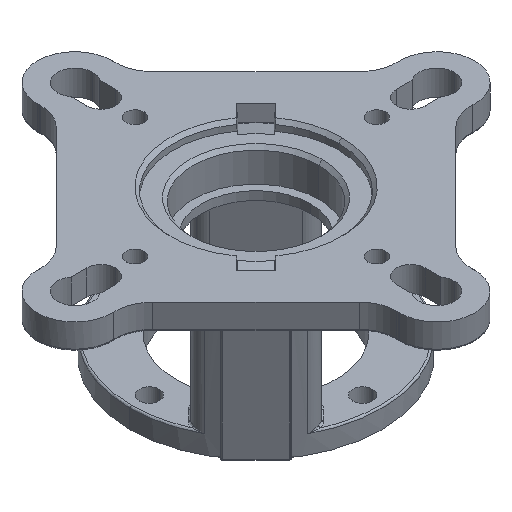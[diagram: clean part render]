
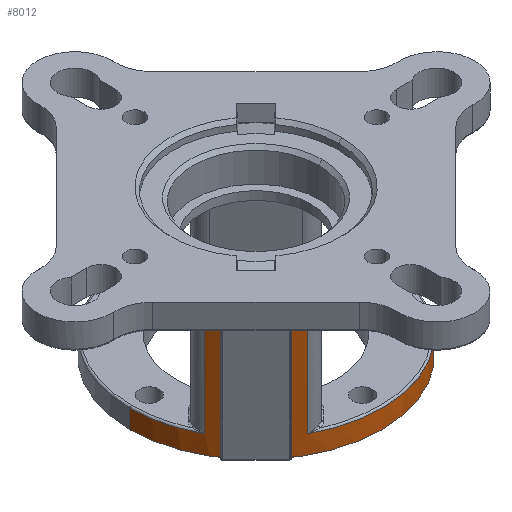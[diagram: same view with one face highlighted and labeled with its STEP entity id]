
A CAD part, isometric view. The second image highlights one B-rep face of the part: STEP entity #8012.
In plain terms, the highlighted cylindrical face has radius 75 mm (diameter 150 mm), a partial arc.
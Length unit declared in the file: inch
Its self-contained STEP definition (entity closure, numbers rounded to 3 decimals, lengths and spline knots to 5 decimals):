
#66 = EDGE_CURVE ( 'NONE', #5823, #3862, #8180, .T. ) ;
#221 = EDGE_CURVE ( 'NONE', #11004, #895, #3652, .T. ) ;
#283 = CARTESIAN_POINT ( 'NONE',  ( -1.63244, -2.46047, -3.38612 ) ) ;
#314 = DIRECTION ( 'NONE',  ( 1., 0., 0. ) ) ;
#407 = CIRCLE ( 'NONE', #12800, 2.95276 ) ;
#428 = CARTESIAN_POINT ( 'NONE',  ( 0., 0., -0.62992 ) ) ;
#521 = VERTEX_POINT ( 'NONE', #5797 ) ;
#620 = DIRECTION ( 'NONE',  ( 0., 0., -1. ) ) ;
#671 = CARTESIAN_POINT ( 'NONE',  ( -2.4522, -1.64485, -3.40061 ) ) ;
#683 = ORIENTED_EDGE ( 'NONE', *, *, #221, .T. ) ;
#739 = DIRECTION ( 'NONE',  ( -1., 0., 0. ) ) ;
#807 = DIRECTION ( 'NONE',  ( 0., 0., -1. ) ) ;
#811 = CARTESIAN_POINT ( 'NONE',  ( 2.95276, 0., -3.01181 ) ) ;
#830 = AXIS2_PLACEMENT_3D ( 'NONE', #12367, #5964, #13417 ) ;
#845 = ORIENTED_EDGE ( 'NONE', *, *, #3952, .T. ) ;
#895 = VERTEX_POINT ( 'NONE', #1440 ) ;
#1383 = CARTESIAN_POINT ( 'NONE',  ( -1.64114, -2.45468, -3.39771 ) ) ;
#1440 = CARTESIAN_POINT ( 'NONE',  ( -2.6052, -1.38985, -3.01181 ) ) ;
#1532 = DIRECTION ( 'NONE',  ( -1., 0., 0. ) ) ;
#1617 = CARTESIAN_POINT ( 'NONE',  ( -1.38985, -2.6052, -3.01181 ) ) ;
#1773 = CARTESIAN_POINT ( 'NONE',  ( -2.46086, -1.63187, -3.38689 ) ) ;
#1816 = EDGE_CURVE ( 'NONE', #11383, #10446, #407, .T. ) ;
#1941 = CIRCLE ( 'NONE', #7118, 2.95276 ) ;
#2015 = VECTOR ( 'NONE', #620, 39.37008 ) ;
#2043 = ORIENTED_EDGE ( 'NONE', *, *, #12976, .T. ) ;
#2167 = EDGE_CURVE ( 'NONE', #6104, #11383, #3118, .T. ) ;
#2287 = CARTESIAN_POINT ( 'NONE',  ( -2.95276, 0., 0. ) ) ;
#2446 = CARTESIAN_POINT ( 'NONE',  ( -1.38985, -2.6052, 0. ) ) ;
#2473 = CARTESIAN_POINT ( 'NONE',  ( -1.65281, -2.44683, -3.40449 ) ) ;
#2488 = EDGE_CURVE ( 'NONE', #5823, #10929, #9306, .T. ) ;
#2627 = EDGE_CURVE ( 'NONE', #6025, #10156, #11932, .T. ) ;
#2769 = CARTESIAN_POINT ( 'NONE',  ( 0., 0., 0. ) ) ;
#2810 = CARTESIAN_POINT ( 'NONE',  ( -2.44096, -1.66147, -3.40551 ) ) ;
#2851 = CARTESIAN_POINT ( 'NONE',  ( -2.46331, -1.62815, -3.36614 ) ) ;
#3118 = LINE ( 'NONE', #2446, #8802 ) ;
#3194 = VERTEX_POINT ( 'NONE', #7467 ) ;
#3262 = EDGE_CURVE ( 'NONE', #895, #10929, #8617, .T. ) ;
#3358 = AXIS2_PLACEMENT_3D ( 'NONE', #13133, #6740, #314 ) ;
#3552 = CARTESIAN_POINT ( 'NONE',  ( -1.66147, -2.44096, -3.40551 ) ) ;
#3631 = DIRECTION ( 'NONE',  ( 0., 0., 1. ) ) ;
#3652 = LINE ( 'NONE', #7218, #11831 ) ;
#3808 = ORIENTED_EDGE ( 'NONE', *, *, #2167, .T. ) ;
#3862 = VERTEX_POINT ( 'NONE', #4271 ) ;
#3936 = DIRECTION ( 'NONE',  ( 0., 0., -1. ) ) ;
#3952 = EDGE_CURVE ( 'NONE', #521, #6070, #11440, .T. ) ;
#4126 = DIRECTION ( 'NONE',  ( 1., 0., 0. ) ) ;
#4209 = DIRECTION ( 'NONE',  ( 0., 0., 1. ) ) ;
#4222 = CARTESIAN_POINT ( 'NONE',  ( 0., 0., -3.44488 ) ) ;
#4231 = ORIENTED_EDGE ( 'NONE', *, *, #3262, .T. ) ;
#4271 = CARTESIAN_POINT ( 'NONE',  ( 2.95276, 0., -3.44488 ) ) ;
#4391 = ORIENTED_EDGE ( 'NONE', *, *, #11722, .T. ) ;
#4499 = DIRECTION ( 'NONE',  ( 0., 0., 1. ) ) ;
#4577 = CARTESIAN_POINT ( 'NONE',  ( -1.62815, -2.46331, -3.37139 ) ) ;
#4779 = VECTOR ( 'NONE', #3631, 39.37008 ) ;
#4901 = CARTESIAN_POINT ( 'NONE',  ( -1.62815, -2.46331, -0.62992 ) ) ;
#4965 = ORIENTED_EDGE ( 'NONE', *, *, #66, .T. ) ;
#5015 = B_SPLINE_CURVE_WITH_KNOTS ( 'NONE', 3,
 ( #2810, #12428, #7115, #671, #8195, #1773, #9263, #2851 ),
 .UNSPECIFIED., .F., .F.,
 ( 4, 2, 2, 4 ),
 ( 0., 0.00039, 0.00079, 0.00158 ),
 .UNSPECIFIED. ) ;
#5410 = VECTOR ( 'NONE', #13321, 39.37008 ) ;
#5486 = VERTEX_POINT ( 'NONE', #811 ) ;
#5784 = CARTESIAN_POINT ( 'NONE',  ( -1.62815, -2.46331, -3.36614 ) ) ;
#5797 = CARTESIAN_POINT ( 'NONE',  ( -2.46331, -1.62815, -3.36614 ) ) ;
#5823 = VERTEX_POINT ( 'NONE', #10192 ) ;
#5964 = DIRECTION ( 'NONE',  ( 0., 0., -1. ) ) ;
#5974 = DIRECTION ( 'NONE',  ( 0., 0., 1. ) ) ;
#6025 = VERTEX_POINT ( 'NONE', #5784 ) ;
#6070 = VERTEX_POINT ( 'NONE', #7960 ) ;
#6104 = VERTEX_POINT ( 'NONE', #1617 ) ;
#6612 = CARTESIAN_POINT ( 'NONE',  ( -1.66147, -2.44096, -3.40551 ) ) ;
#6740 = DIRECTION ( 'NONE',  ( 0., 0., -1. ) ) ;
#6873 = EDGE_CURVE ( 'NONE', #3862, #5486, #13594, .T. ) ;
#7067 = CARTESIAN_POINT ( 'NONE',  ( -1.62815, -2.46331, -0.59055 ) ) ;
#7115 = CARTESIAN_POINT ( 'NONE',  ( -2.4468, -1.65287, -3.40451 ) ) ;
#7118 = AXIS2_PLACEMENT_3D ( 'NONE', #7260, #807, #8341 ) ;
#7180 = DIRECTION ( 'NONE',  ( 0., 0., -1. ) ) ;
#7218 = CARTESIAN_POINT ( 'NONE',  ( -2.6052, -1.38985, 0. ) ) ;
#7260 = CARTESIAN_POINT ( 'NONE',  ( 0., 0., -3.40551 ) ) ;
#7378 = EDGE_CURVE ( 'NONE', #10156, #3194, #1941, .T. ) ;
#7467 = CARTESIAN_POINT ( 'NONE',  ( -2.44096, -1.66147, -3.40551 ) ) ;
#7684 = AXIS2_PLACEMENT_3D ( 'NONE', #428, #7973, #1532 ) ;
#7827 = CARTESIAN_POINT ( 'NONE',  ( -1.63496, -2.4588, -3.39049 ) ) ;
#7960 = CARTESIAN_POINT ( 'NONE',  ( -2.46331, -1.62815, -0.62992 ) ) ;
#7973 = DIRECTION ( 'NONE',  ( 0., 0., -1. ) ) ;
#8012 = ADVANCED_FACE ( 'NONE', ( #13597 ), #10139, .T. ) ;
#8062 = LINE ( 'NONE', #7067, #2015 ) ;
#8065 = EDGE_CURVE ( 'NONE', #3194, #521, #5015, .T. ) ;
#8090 = ORIENTED_EDGE ( 'NONE', *, *, #2627, .T. ) ;
#8180 = CIRCLE ( 'NONE', #11819, 2.95276 ) ;
#8195 = CARTESIAN_POINT ( 'NONE',  ( -2.45466, -1.64116, -3.39773 ) ) ;
#8341 = DIRECTION ( 'NONE',  ( 1., 0., 0. ) ) ;
#8617 = CIRCLE ( 'NONE', #3358, 2.95276 ) ;
#8802 = VECTOR ( 'NONE', #4499, 39.37008 ) ;
#8883 = CARTESIAN_POINT ( 'NONE',  ( -1.64485, -2.45219, -3.40061 ) ) ;
#9170 = DIRECTION ( 'NONE',  ( 1., 0., 0. ) ) ;
#9263 = CARTESIAN_POINT ( 'NONE',  ( -2.46331, -1.62815, -3.37664 ) ) ;
#9306 = LINE ( 'NONE', #2287, #11470 ) ;
#9512 = ORIENTED_EDGE ( 'NONE', *, *, #10435, .T. ) ;
#9577 = ORIENTED_EDGE ( 'NONE', *, *, #6873, .T. ) ;
#9777 = CIRCLE ( 'NONE', #830, 2.95276 ) ;
#9912 = CARTESIAN_POINT ( 'NONE',  ( -1.62904, -2.46272, -3.37654 ) ) ;
#9964 = CARTESIAN_POINT ( 'NONE',  ( -1.65713, -2.44391, -3.40551 ) ) ;
#10139 = CYLINDRICAL_SURFACE ( 'NONE', #10168, 2.95276 ) ;
#10156 = VERTEX_POINT ( 'NONE', #6612 ) ;
#10168 = AXIS2_PLACEMENT_3D ( 'NONE', #2769, #5974, #9170 ) ;
#10192 = CARTESIAN_POINT ( 'NONE',  ( -2.95276, 0., -3.44488 ) ) ;
#10435 = EDGE_CURVE ( 'NONE', #5486, #6104, #9777, .T. ) ;
#10446 = VERTEX_POINT ( 'NONE', #4901 ) ;
#10867 = EDGE_LOOP ( 'NONE', ( #11354, #4965, #9577, #9512, #3808, #12724, #2043, #8090, #13702, #11578, #845, #4391, #683, #4231 ) ) ;
#10870 = DIRECTION ( 'NONE',  ( 0., 0., 1. ) ) ;
#10929 = VERTEX_POINT ( 'NONE', #13533 ) ;
#11004 = VERTEX_POINT ( 'NONE', #13835 ) ;
#11095 = CIRCLE ( 'NONE', #7684, 2.95276 ) ;
#11214 = CARTESIAN_POINT ( 'NONE',  ( -2.46331, -1.62815, -0.59055 ) ) ;
#11354 = ORIENTED_EDGE ( 'NONE', *, *, #2488, .F. ) ;
#11383 = VERTEX_POINT ( 'NONE', #11593 ) ;
#11440 = LINE ( 'NONE', #11214, #5410 ) ;
#11470 = VECTOR ( 'NONE', #10870, 39.37008 ) ;
#11578 = ORIENTED_EDGE ( 'NONE', *, *, #8065, .T. ) ;
#11593 = CARTESIAN_POINT ( 'NONE',  ( -1.38985, -2.6052, -0.62992 ) ) ;
#11722 = EDGE_CURVE ( 'NONE', #6070, #11004, #11095, .T. ) ;
#11819 = AXIS2_PLACEMENT_3D ( 'NONE', #4222, #4209, #4126 ) ;
#11831 = VECTOR ( 'NONE', #3936, 39.37008 ) ;
#11932 = B_SPLINE_CURVE_WITH_KNOTS ( 'NONE', 3,
 ( #13108, #4577, #9912, #283, #7827, #1383, #8883, #2473, #9964, #3552 ),
 .UNSPECIFIED., .F., .F.,
 ( 4, 2, 2, 2, 4 ),
 ( 0., 0.00039, 0.00079, 0.00118, 0.00158 ),
 .UNSPECIFIED. ) ;
#12168 = CARTESIAN_POINT ( 'NONE',  ( 2.95276, 0., 0. ) ) ;
#12367 = CARTESIAN_POINT ( 'NONE',  ( 0., 0., -3.01181 ) ) ;
#12428 = CARTESIAN_POINT ( 'NONE',  ( -2.44391, -1.65713, -3.40551 ) ) ;
#12724 = ORIENTED_EDGE ( 'NONE', *, *, #1816, .T. ) ;
#12800 = AXIS2_PLACEMENT_3D ( 'NONE', #13531, #7180, #739 ) ;
#12976 = EDGE_CURVE ( 'NONE', #10446, #6025, #8062, .T. ) ;
#13108 = CARTESIAN_POINT ( 'NONE',  ( -1.62815, -2.46331, -3.36614 ) ) ;
#13133 = CARTESIAN_POINT ( 'NONE',  ( 0., 0., -3.01181 ) ) ;
#13321 = DIRECTION ( 'NONE',  ( 0., 0., 1. ) ) ;
#13417 = DIRECTION ( 'NONE',  ( 1., 0., 0. ) ) ;
#13531 = CARTESIAN_POINT ( 'NONE',  ( 0., 0., -0.62992 ) ) ;
#13533 = CARTESIAN_POINT ( 'NONE',  ( -2.95276, 0., -3.01181 ) ) ;
#13594 = LINE ( 'NONE', #12168, #4779 ) ;
#13597 = FACE_OUTER_BOUND ( 'NONE', #10867, .T. ) ;
#13702 = ORIENTED_EDGE ( 'NONE', *, *, #7378, .T. ) ;
#13835 = CARTESIAN_POINT ( 'NONE',  ( -2.6052, -1.38985, -0.62992 ) ) ;
